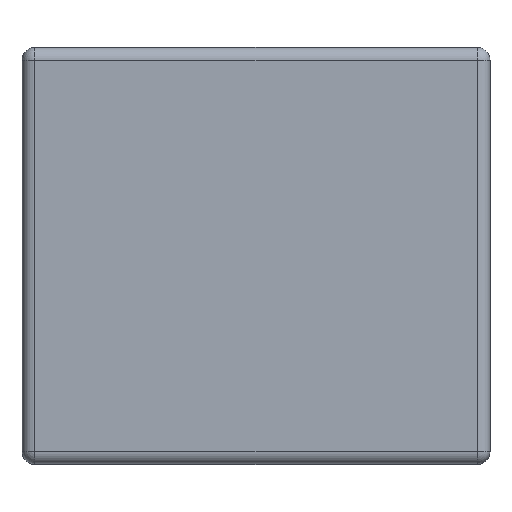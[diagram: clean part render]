
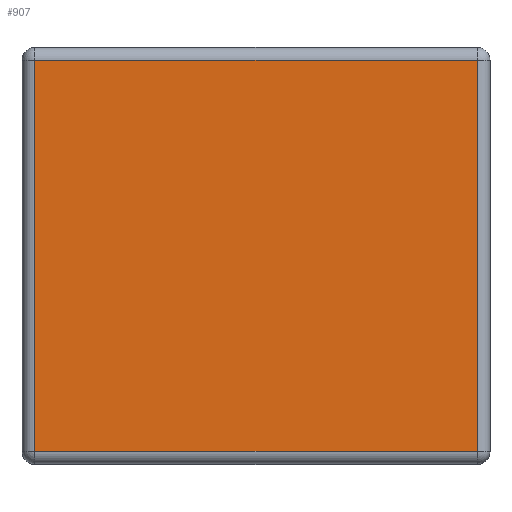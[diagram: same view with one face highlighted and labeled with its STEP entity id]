
A CAD part, top view. The second image highlights one B-rep face of the part: STEP entity #907.
In plain terms, the highlighted planar face has unit normal (0, 0, 1).
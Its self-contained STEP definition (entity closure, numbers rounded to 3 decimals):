
#27=DIRECTION('',(1.,0.,0.));
#44=DIRECTION('',(0.,0.,-1.));
#78=VECTOR('',#27,1.);
#86=DIRECTION('',(0.,-1.,0.));
#93=VECTOR('',#86,1.);
#107=VECTOR('',#108,1.);
#108=DIRECTION('',(-1.,0.,0.));
#123=VECTOR('',#124,1.);
#124=DIRECTION('',(0.,1.,0.));
#710=VERTEX_POINT('',#711);
#711=CARTESIAN_POINT('',(-2.54,4.58,16.4));
#715=ORIENTED_EDGE('',*,*,#716,.T.);
#716=EDGE_CURVE('',#710,#717,#719,.T.);
#717=VERTEX_POINT('',#718);
#718=CARTESIAN_POINT('',(25.06,4.58,16.4));
#719=LINE('',#720,#78);
#720=CARTESIAN_POINT('',(-3.34,4.58,16.4));
#755=VERTEX_POINT('',#756);
#756=CARTESIAN_POINT('',(-2.54,-19.82,16.4));
#760=ORIENTED_EDGE('',*,*,#761,.T.);
#761=EDGE_CURVE('',#755,#710,#762,.T.);
#762=LINE('',#763,#123);
#763=CARTESIAN_POINT('',(-2.54,-20.62,16.4));
#771=ORIENTED_EDGE('',*,*,#772,.T.);
#772=EDGE_CURVE('',#717,#773,#775,.T.);
#773=VERTEX_POINT('',#774);
#774=CARTESIAN_POINT('',(25.06,-19.82,16.4));
#775=LINE('',#776,#93);
#776=CARTESIAN_POINT('',(25.06,5.38,16.4));
#810=EDGE_CURVE('',#773,#755,#811,.T.);
#811=LINE('',#812,#107);
#812=CARTESIAN_POINT('',(25.86,-19.82,16.4));
#907=ADVANCED_FACE('',(#908),#911,.F.);
#908=FACE_BOUND('',#909,.F.);
#909=EDGE_LOOP('',(#715,#771,#910,#760));
#910=ORIENTED_EDGE('',*,*,#810,.T.);
#911=PLANE('',#912);
#912=AXIS2_PLACEMENT_3D('',#913,#44,#108);
#913=CARTESIAN_POINT('',(11.26,-7.62,16.4));
